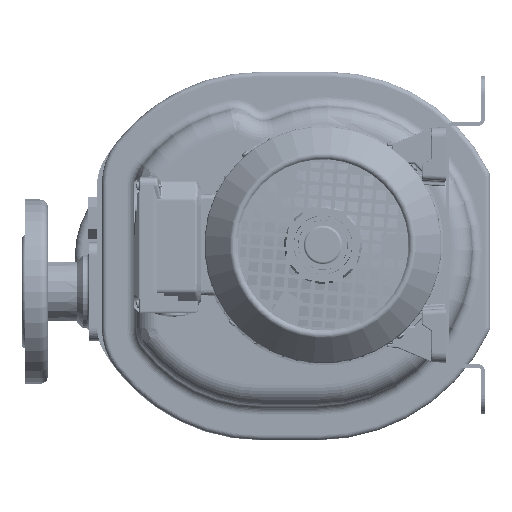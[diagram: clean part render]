
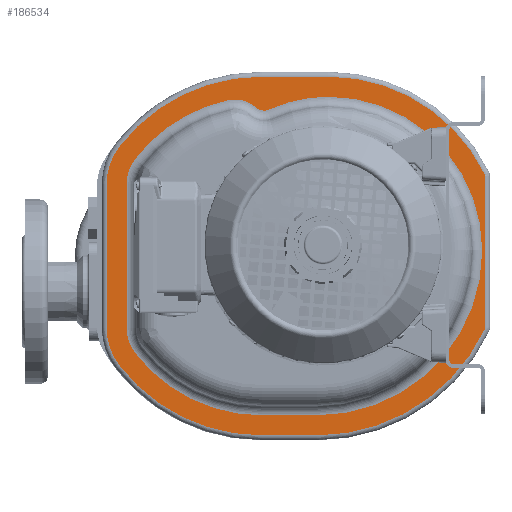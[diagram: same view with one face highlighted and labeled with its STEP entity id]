
A CAD part, left-side view. The second image highlights one B-rep face of the part: STEP entity #186534.
In plain terms, the highlighted planar face has unit normal (-1, 0, 0).
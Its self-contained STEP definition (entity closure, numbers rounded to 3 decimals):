
#60642=CARTESIAN_POINT('',(-17.,4.5,-4.5));
#60643=DIRECTION('',(-1.,0.,0.));
#60644=DIRECTION('',(0.,0.,-1.));
#60645=AXIS2_PLACEMENT_3D('',#60642,#60643,#60644);
#60647=DIRECTION('',(0.,-1.,0.));
#60648=VECTOR('',#60647,45.5);
#60649=CARTESIAN_POINT('',(-17.,50.,-155.));
#60650=LINE('',#60649,#60648);
#60651=CARTESIAN_POINT('',(-17.,50.,-9.));
#60652=DIRECTION('',(-1.,0.,0.));
#60653=DIRECTION('',(0.,0.794,-0.608));
#60654=AXIS2_PLACEMENT_3D('',#60651,#60652,#60653);
#60656=CARTESIAN_POINT('',(-17.,127.,-67.992));
#60657=DIRECTION('',(-1.,0.,0.));
#60658=DIRECTION('',(0.,1.,0.));
#60659=AXIS2_PLACEMENT_3D('',#60656,#60657,#60658);
#60661=DIRECTION('',(0.,0.,-1.));
#60662=VECTOR('',#60661,117.983);
#60663=CARTESIAN_POINT('',(-17.,176.,49.992));
#60664=LINE('',#60663,#60662);
#60665=CARTESIAN_POINT('',(-17.,127.,49.992));
#60666=DIRECTION('',(-1.,0.,0.));
#60667=DIRECTION('',(0.,0.794,0.608));
#60668=AXIS2_PLACEMENT_3D('',#60665,#60666,#60667);
#60670=CARTESIAN_POINT('',(-17.,50.,-9.));
#60671=DIRECTION('',(-1.,0.,0.));
#60672=DIRECTION('',(0.,0.,1.));
#60673=AXIS2_PLACEMENT_3D('',#60670,#60671,#60672);
#60675=DIRECTION('',(0.,1.,0.));
#60676=VECTOR('',#60675,54.5);
#60677=CARTESIAN_POINT('',(-17.,-4.5,137.));
#60678=LINE('',#60677,#60676);
#60679=CARTESIAN_POINT('',(-17.,-4.5,-4.5));
#60680=DIRECTION('',(-1.,0.,0.));
#60681=DIRECTION('',(0.,-0.898,0.44));
#60682=AXIS2_PLACEMENT_3D('',#60679,#60680,#60681);
#60684=CARTESIAN_POINT('',(-17.,-128.,55.948));
#60685=DIRECTION('',(-1.,0.,0.));
#60686=DIRECTION('',(0.,-1.,0.));
#60687=AXIS2_PLACEMENT_3D('',#60684,#60685,#60686);
#60689=DIRECTION('',(0.,0.,1.));
#60690=VECTOR('',#60689,122.946);
#60691=CARTESIAN_POINT('',(-17.,-132.,-66.998));
#60692=LINE('',#60691,#60690);
#60693=CARTESIAN_POINT('',(-17.,-128.,-66.998));
#60694=DIRECTION('',(-1.,0.,0.));
#60695=DIRECTION('',(0.,-0.904,-0.427));
#60696=AXIS2_PLACEMENT_3D('',#60693,#60694,#60695);
#60698=CARTESIAN_POINT('',(-17.,127.,-67.992));
#60699=DIRECTION('',(1.,0.,0.));
#60700=DIRECTION('',(0.,0.794,-0.608));
#60701=AXIS2_PLACEMENT_3D('',#60698,#60699,#60700);
#60703=CARTESIAN_POINT('',(-17.,50.,-9.));
#60704=DIRECTION('',(1.,0.,0.));
#60705=DIRECTION('',(0.,0.,-1.));
#60706=AXIS2_PLACEMENT_3D('',#60703,#60704,#60705);
#60708=DIRECTION('',(0.,1.,0.));
#60709=VECTOR('',#60708,45.5);
#60710=CARTESIAN_POINT('',(-17.,4.5,-138.678));
#60711=LINE('',#60710,#60709);
#60712=CARTESIAN_POINT('',(-17.,4.5,-4.5));
#60713=DIRECTION('',(1.,0.,0.));
#60714=DIRECTION('',(0.,-1.,0.));
#60715=AXIS2_PLACEMENT_3D('',#60712,#60713,#60714);
#60717=CARTESIAN_POINT('',(-17.,-4.5,-4.5));
#60718=DIRECTION('',(1.,0.,0.));
#60719=DIRECTION('',(0.,0.,1.));
#60720=AXIS2_PLACEMENT_3D('',#60717,#60718,#60719);
#60722=CARTESIAN_POINT('',(-17.,-4.5,4.5));
#60723=DIRECTION('',(1.,0.,0.));
#60724=DIRECTION('',(0.,0.413,0.911));
#60725=AXIS2_PLACEMENT_3D('',#60722,#60723,#60724);
#60727=CARTESIAN_POINT('',(-17.,47.727,119.715));
#60728=DIRECTION('',(-1.,0.,0.));
#60729=DIRECTION('',(0.,0.662,-0.749));
#60730=AXIS2_PLACEMENT_3D('',#60727,#60728,#60729);
#60732=CARTESIAN_POINT('',(-17.,71.566,92.739));
#60733=DIRECTION('',(1.,0.,0.));
#60734=DIRECTION('',(0.,0.207,0.978));
#60735=AXIS2_PLACEMENT_3D('',#60732,#60733,#60734);
#60737=CARTESIAN_POINT('',(-17.,50.,-9.));
#60738=DIRECTION('',(1.,0.,0.));
#60739=DIRECTION('',(0.,0.794,0.608));
#60740=AXIS2_PLACEMENT_3D('',#60737,#60738,#60739);
#60742=CARTESIAN_POINT('',(-17.,127.,49.992));
#60743=DIRECTION('',(1.,0.,0.));
#60744=DIRECTION('',(0.,1.,0.));
#60745=AXIS2_PLACEMENT_3D('',#60742,#60743,#60744);
#60747=DIRECTION('',(0.,0.,1.));
#60748=VECTOR('',#60747,117.983);
#60749=CARTESIAN_POINT('',(-17.,159.678,-67.992));
#60750=LINE('',#60749,#60748);
#119539=CARTESIAN_POINT('',(-17.,152.94,-87.865));
#119540=CARTESIAN_POINT('',(-17.,159.678,-67.992));
#119541=VERTEX_POINT('',#119539);
#119542=VERTEX_POINT('',#119540);
#119545=CARTESIAN_POINT('',(-17.,159.678,49.992));
#119546=VERTEX_POINT('',#119545);
#119549=CARTESIAN_POINT('',(-17.,152.94,69.865));
#119550=VERTEX_POINT('',#119549);
#119553=CARTESIAN_POINT('',(-17.,76.891,117.859));
#119554=VERTEX_POINT('',#119553);
#119557=CARTESIAN_POINT('',(-17.,54.562,111.981));
#119558=VERTEX_POINT('',#119557);
#119559=CARTESIAN_POINT('',(-17.,43.466,110.314));
#119560=VERTEX_POINT('',#119559);
#119561=CARTESIAN_POINT('',(-17.,-4.5,120.678));
#119562=VERTEX_POINT('',#119561);
#119565=CARTESIAN_POINT('',(-17.,-129.678,-4.5));
#119566=VERTEX_POINT('',#119565);
#119569=CARTESIAN_POINT('',(-17.,4.5,-138.678));
#119570=VERTEX_POINT('',#119569);
#119573=CARTESIAN_POINT('',(-17.,50.,-138.678));
#119574=VERTEX_POINT('',#119573);
#119581=CARTESIAN_POINT('',(-17.,4.5,-155.));
#119582=CARTESIAN_POINT('',(-17.,-131.618,-68.704));
#119583=VERTEX_POINT('',#119581);
#119584=VERTEX_POINT('',#119582);
#119585=CARTESIAN_POINT('',(-17.,50.,-155.));
#119586=VERTEX_POINT('',#119585);
#119589=CARTESIAN_POINT('',(-17.,165.897,-97.791));
#119590=VERTEX_POINT('',#119589);
#119593=CARTESIAN_POINT('',(-17.,176.,-67.992));
#119594=VERTEX_POINT('',#119593);
#119597=CARTESIAN_POINT('',(-17.,176.,49.992));
#119598=VERTEX_POINT('',#119597);
#119601=CARTESIAN_POINT('',(-17.,165.897,79.791));
#119602=VERTEX_POINT('',#119601);
#119605=CARTESIAN_POINT('',(-17.,50.,137.));
#119606=VERTEX_POINT('',#119605);
#119609=CARTESIAN_POINT('',(-17.,-4.5,137.));
#119610=VERTEX_POINT('',#119609);
#119613=CARTESIAN_POINT('',(-17.,-131.593,57.707));
#119614=VERTEX_POINT('',#119613);
#119617=CARTESIAN_POINT('',(-17.,-132.,-66.998));
#119618=VERTEX_POINT('',#119617);
#119621=CARTESIAN_POINT('',(-17.,-132.,55.948));
#119622=VERTEX_POINT('',#119621);
#186490=CARTESIAN_POINT('',(-17.,0.,0.));
#186491=DIRECTION('',(-1.,0.,0.));
#186492=DIRECTION('',(0.,0.,1.));
#186493=AXIS2_PLACEMENT_3D('',#186490,#186491,#186492);
#186494=PLANE('',#186493);
#186496=ORIENTED_EDGE('',*,*,#186495,.F.);
#186498=ORIENTED_EDGE('',*,*,#186497,.F.);
#186500=ORIENTED_EDGE('',*,*,#186499,.F.);
#186502=ORIENTED_EDGE('',*,*,#186501,.F.);
#186504=ORIENTED_EDGE('',*,*,#186503,.F.);
#186506=ORIENTED_EDGE('',*,*,#186505,.F.);
#186508=ORIENTED_EDGE('',*,*,#186507,.F.);
#186510=ORIENTED_EDGE('',*,*,#186509,.F.);
#186512=ORIENTED_EDGE('',*,*,#186511,.F.);
#186514=ORIENTED_EDGE('',*,*,#186513,.F.);
#186516=ORIENTED_EDGE('',*,*,#186515,.F.);
#186518=ORIENTED_EDGE('',*,*,#186517,.F.);
#186519=EDGE_LOOP('',(#186496,#186498,#186500,#186502,#186504,#186506,#186508,
#186510,#186512,#186514,#186516,#186518));
#186520=FACE_OUTER_BOUND('',#186519,.F.);
#186521=ORIENTED_EDGE('',*,*,#186360,.F.);
#186522=ORIENTED_EDGE('',*,*,#186375,.F.);
#186523=ORIENTED_EDGE('',*,*,#186416,.F.);
#186524=ORIENTED_EDGE('',*,*,#186431,.F.);
#186525=ORIENTED_EDGE('',*,*,#186457,.F.);
#186526=ORIENTED_EDGE('',*,*,#186471,.F.);
#186527=ORIENTED_EDGE('',*,*,#186484,.F.);
#186528=ORIENTED_EDGE('',*,*,#186223,.F.);
#186529=ORIENTED_EDGE('',*,*,#186239,.F.);
#186530=ORIENTED_EDGE('',*,*,#186292,.F.);
#186531=ORIENTED_EDGE('',*,*,#186307,.F.);
#186532=EDGE_LOOP('',(#186521,#186522,#186523,#186524,#186525,#186526,#186527,
#186528,#186529,#186530,#186531));
#186533=FACE_BOUND('',#186532,.F.);
#186534=ADVANCED_FACE('',(#186520,#186533),#186494,.T.);
#60646=CIRCLE('',#60645,150.5);
#60655=CIRCLE('',#60654,146.);
#60660=CIRCLE('',#60659,49.);
#60669=CIRCLE('',#60668,49.);
#60674=CIRCLE('',#60673,146.);
#60683=CIRCLE('',#60682,141.5);
#60688=CIRCLE('',#60687,4.);
#60697=CIRCLE('',#60696,4.);
#60702=CIRCLE('',#60701,32.678);
#60707=CIRCLE('',#60706,129.678);
#60716=CIRCLE('',#60715,134.178);
#60721=CIRCLE('',#60720,125.178);
#60726=CIRCLE('',#60725,116.178);
#60731=CIRCLE('',#60730,10.322);
#60736=CIRCLE('',#60735,25.678);
#60741=CIRCLE('',#60740,129.678);
#60746=CIRCLE('',#60745,32.678);
#186223=EDGE_CURVE('',#119554,#119558,#60736,.T.);
#186239=EDGE_CURVE('',#119550,#119554,#60741,.T.);
#186292=EDGE_CURVE('',#119546,#119550,#60746,.T.);
#186307=EDGE_CURVE('',#119542,#119546,#60750,.T.);
#186360=EDGE_CURVE('',#119541,#119542,#60702,.T.);
#186375=EDGE_CURVE('',#119574,#119541,#60707,.T.);
#186416=EDGE_CURVE('',#119570,#119574,#60711,.T.);
#186431=EDGE_CURVE('',#119566,#119570,#60716,.T.);
#186457=EDGE_CURVE('',#119562,#119566,#60721,.T.);
#186471=EDGE_CURVE('',#119560,#119562,#60726,.T.);
#186484=EDGE_CURVE('',#119558,#119560,#60731,.T.);
#186495=EDGE_CURVE('',#119583,#119584,#60646,.T.);
#186497=EDGE_CURVE('',#119586,#119583,#60650,.T.);
#186499=EDGE_CURVE('',#119590,#119586,#60655,.T.);
#186501=EDGE_CURVE('',#119594,#119590,#60660,.T.);
#186503=EDGE_CURVE('',#119598,#119594,#60664,.T.);
#186505=EDGE_CURVE('',#119602,#119598,#60669,.T.);
#186507=EDGE_CURVE('',#119606,#119602,#60674,.T.);
#186509=EDGE_CURVE('',#119610,#119606,#60678,.T.);
#186511=EDGE_CURVE('',#119614,#119610,#60683,.T.);
#186513=EDGE_CURVE('',#119622,#119614,#60688,.T.);
#186515=EDGE_CURVE('',#119618,#119622,#60692,.T.);
#186517=EDGE_CURVE('',#119584,#119618,#60697,.T.);
